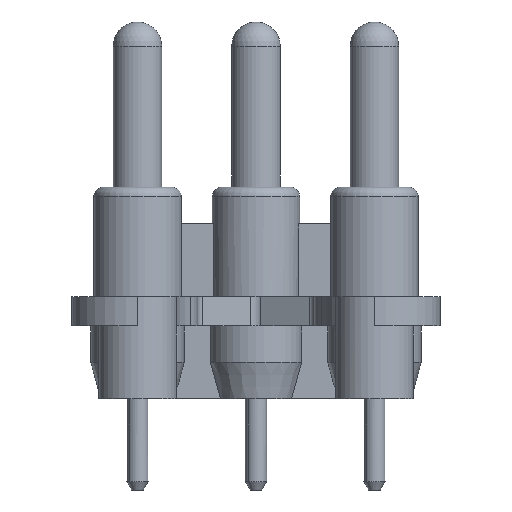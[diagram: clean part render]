
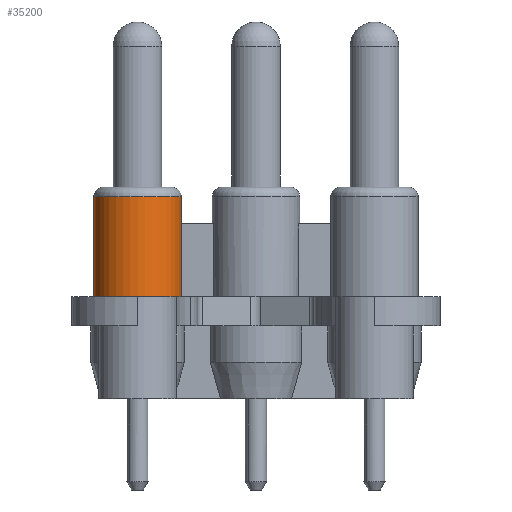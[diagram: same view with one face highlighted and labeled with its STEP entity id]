
A CAD part, front view. The second image highlights one B-rep face of the part: STEP entity #35200.
In plain terms, the highlighted cylindrical face has radius 2.25 mm (diameter 4.5 mm), a partial arc.
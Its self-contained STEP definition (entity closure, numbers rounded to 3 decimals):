
#19270=CARTESIAN_POINT('',(44.623,17.355,41.55));
#19280=DIRECTION('',(0.,0.,1.));
#19290=DIRECTION('',(1.,0.,0.));
#19300=AXIS2_PLACEMENT_3D('',#19270,#19280,#19290);
#19310=CIRCLE('',#19300,2.25);
#19340=CARTESIAN_POINT('',(42.373,17.355,41.55));
#19350=VERTEX_POINT('',#19340);
#19380=CARTESIAN_POINT('',(46.873,17.355,41.55));
#19390=VERTEX_POINT('',#19380);
#19400=EDGE_CURVE('',#19350,#19390,#19310,.T.);
#24590=CARTESIAN_POINT('',(42.373,17.355,47.2));
#24600=DIRECTION('',(0.,0.,1.));
#24610=VECTOR('',#24600,1.);
#24620=LINE('',#24590,#24610);
#24630=CARTESIAN_POINT('',(42.373,17.355,46.7));
#24640=VERTEX_POINT('',#24630);
#24650=EDGE_CURVE('',#19350,#24640,#24620,.T.);
#24920=CARTESIAN_POINT('',(46.873,17.355,47.2));
#24930=DIRECTION('',(0.,0.,1.));
#24940=VECTOR('',#24930,1.);
#24950=LINE('',#24920,#24940);
#24960=CARTESIAN_POINT('',(46.873,17.355,46.7));
#24970=VERTEX_POINT('',#24960);
#24980=EDGE_CURVE('',#19390,#24970,#24950,.T.);
#25000=CARTESIAN_POINT('',(44.623,17.355,46.7));
#25010=DIRECTION('',(0.,0.,-1.));
#25020=DIRECTION('',(1.,0.,0.));
#25030=AXIS2_PLACEMENT_3D('',#25000,#25010,#25020);
#25040=CIRCLE('',#25030,2.25);
#35080=CARTESIAN_POINT('',(44.623,17.355,47.2));
#35090=DIRECTION('',(0.,0.,1.));
#35100=DIRECTION('',(1.,0.,0.));
#35110=AXIS2_PLACEMENT_3D('',#35080,#35090,#35100);
#35120=CYLINDRICAL_SURFACE('',#35110,2.25);
#35130=ORIENTED_EDGE('',*,*,#19400,.T.);
#35140=ORIENTED_EDGE('',*,*,#24650,.F.);
#35150=EDGE_CURVE('',#24970,#24640,#25040,.T.);
#35160=ORIENTED_EDGE('',*,*,#35150,.T.);
#35170=ORIENTED_EDGE('',*,*,#24980,.T.);
#35180=EDGE_LOOP('',(#35170,#35160,#35140,#35130));
#35190=FACE_OUTER_BOUND('',#35180,.T.);
#35200=ADVANCED_FACE('',(#35190),#35120,.T.);
